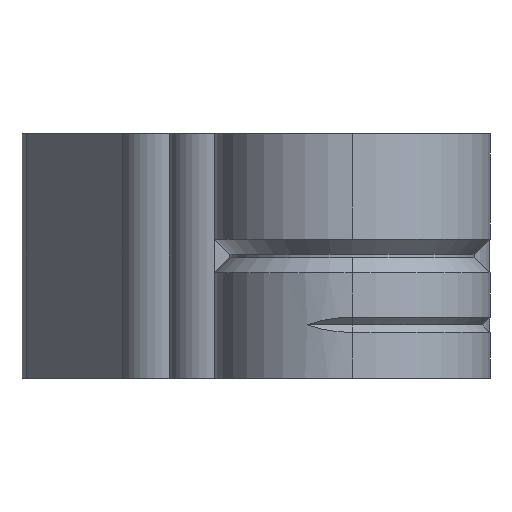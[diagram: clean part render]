
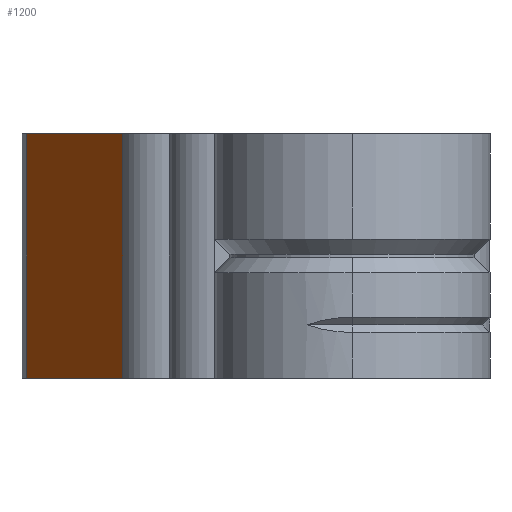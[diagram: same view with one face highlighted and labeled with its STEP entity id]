
A CAD part, front view. The second image highlights one B-rep face of the part: STEP entity #1200.
In plain terms, the highlighted face is planar.
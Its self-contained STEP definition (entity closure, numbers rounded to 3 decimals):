
#14 = CARTESIAN_POINT ( 'NONE',  ( 8., 21.273, -95.824 ) ) ;
#622 = ORIENTED_EDGE ( 'NONE', *, *, #896, .F. ) ;
#682 = ORIENTED_EDGE ( 'NONE', *, *, #5675, .F. ) ;
#728 = PLANE ( 'NONE',  #3028 ) ;
#837 = EDGE_CURVE ( 'NONE', #4821, #3509, #1251, .T. ) ;
#896 = EDGE_CURVE ( 'NONE', #8578, #4821, #3027, .T. ) ;
#1100 = CARTESIAN_POINT ( 'NONE',  ( -51.871, 21.273, -95.824 ) ) ;
#1116 = DIRECTION ( 'NONE',  ( 0., 0.259, -0.966 ) ) ;
#1200 = ADVANCED_FACE ( 'NONE', ( #5508 ), #728, .T. ) ;
#1251 = LINE ( 'NONE', #1784, #5053 ) ;
#1524 = ORIENTED_EDGE ( 'NONE', *, *, #837, .F. ) ;
#1784 = CARTESIAN_POINT ( 'NONE',  ( 8., 15.012, -72.459 ) ) ;
#1859 = CARTESIAN_POINT ( 'NONE',  ( -8., 15.012, -72.459 ) ) ;
#2561 = DIRECTION ( 'NONE',  ( 0., -0.259, 0.966 ) ) ;
#3027 = LINE ( 'NONE', #1100, #4573 ) ;
#3028 = AXIS2_PLACEMENT_3D ( 'NONE', #3791, #9053, #4535 ) ;
#3509 = VERTEX_POINT ( 'NONE', #5434 ) ;
#3791 = CARTESIAN_POINT ( 'NONE',  ( -51.871, 15.012, -72.459 ) ) ;
#4215 = ORIENTED_EDGE ( 'NONE', *, *, #8785, .T. ) ;
#4315 = VECTOR ( 'NONE', #1116, 1000. ) ;
#4535 = DIRECTION ( 'NONE',  ( 0., -0.259, 0.966 ) ) ;
#4573 = VECTOR ( 'NONE', #6414, 1000. ) ;
#4821 = VERTEX_POINT ( 'NONE', #14 ) ;
#5053 = VECTOR ( 'NONE', #2561, 1000. ) ;
#5429 = DIRECTION ( 'NONE',  ( 1., 0., 0. ) ) ;
#5434 = CARTESIAN_POINT ( 'NONE',  ( 8., 15.012, -72.459 ) ) ;
#5508 = FACE_OUTER_BOUND ( 'NONE', #6421, .T. ) ;
#5675 = EDGE_CURVE ( 'NONE', #9579, #8578, #6336, .T. ) ;
#5767 = LINE ( 'NONE', #9170, #7293 ) ;
#6323 = CARTESIAN_POINT ( 'NONE',  ( -8., 21.273, -95.824 ) ) ;
#6336 = LINE ( 'NONE', #7877, #4315 ) ;
#6414 = DIRECTION ( 'NONE',  ( 1., 0., 0. ) ) ;
#6421 = EDGE_LOOP ( 'NONE', ( #682, #4215, #1524, #622 ) ) ;
#7293 = VECTOR ( 'NONE', #5429, 1000. ) ;
#7877 = CARTESIAN_POINT ( 'NONE',  ( -8., 15.012, -72.459 ) ) ;
#8578 = VERTEX_POINT ( 'NONE', #6323 ) ;
#8785 = EDGE_CURVE ( 'NONE', #9579, #3509, #5767, .T. ) ;
#9053 = DIRECTION ( 'NONE',  ( 0., 0.966, 0.259 ) ) ;
#9170 = CARTESIAN_POINT ( 'NONE',  ( -51.871, 15.012, -72.459 ) ) ;
#9579 = VERTEX_POINT ( 'NONE', #1859 ) ;
